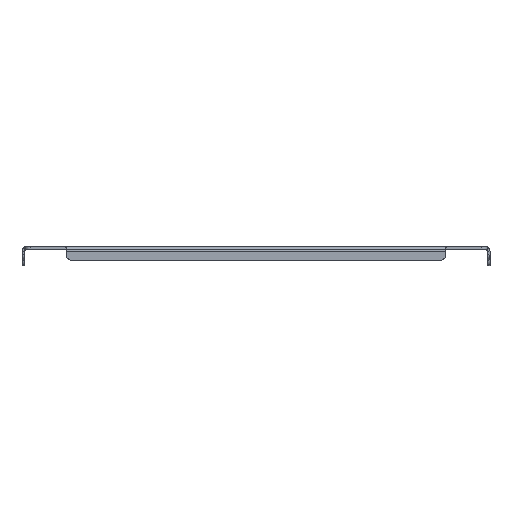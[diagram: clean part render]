
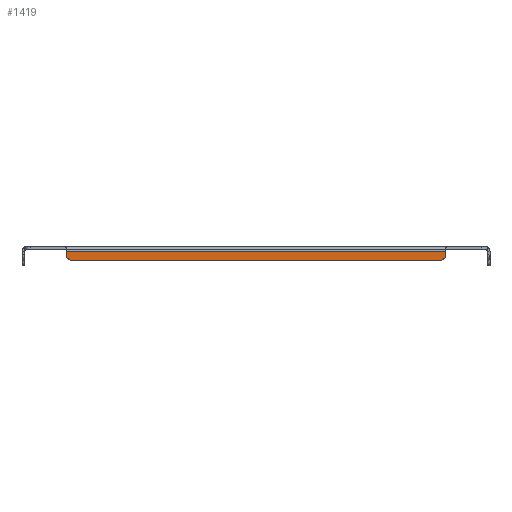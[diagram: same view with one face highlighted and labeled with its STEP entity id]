
A CAD part, front view. The second image highlights one B-rep face of the part: STEP entity #1419.
In plain terms, the highlighted planar face has unit normal (0, -1, 0).
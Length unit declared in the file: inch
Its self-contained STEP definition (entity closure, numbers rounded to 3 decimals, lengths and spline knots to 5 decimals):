
#4 = CARTESIAN_POINT ( 'NONE',  ( -8.34375, -29.96875, -0.625 ) ) ;
#160 = VECTOR ( 'NONE', #3808, 39.37008 ) ;
#322 = ORIENTED_EDGE ( 'NONE', *, *, #4059, .T. ) ;
#343 = ORIENTED_EDGE ( 'NONE', *, *, #4064, .T. ) ;
#379 = ORIENTED_EDGE ( 'NONE', *, *, #711, .T. ) ;
#587 = EDGE_LOOP ( 'NONE', ( #343, #2992, #2755, #2634, #322, #379 ) ) ;
#711 = EDGE_CURVE ( 'NONE', #932, #927, #4066, .T. ) ;
#858 = DIRECTION ( 'NONE',  ( 0., 0., -1. ) ) ;
#878 = DIRECTION ( 'NONE',  ( -1., 0., 0. ) ) ;
#927 = VERTEX_POINT ( 'NONE', #3086 ) ;
#932 = VERTEX_POINT ( 'NONE', #4 ) ;
#1117 = VERTEX_POINT ( 'NONE', #3566 ) ;
#1247 = CARTESIAN_POINT ( 'NONE',  ( -8.34375, -29.96875, -0.625 ) ) ;
#1311 = PLANE ( 'NONE',  #3304 ) ;
#1332 = DIRECTION ( 'NONE',  ( 0., -1., 0. ) ) ;
#1368 = LINE ( 'NONE', #2330, #3964 ) ;
#1412 = VECTOR ( 'NONE', #3692, 39.37008 ) ;
#1418 = CARTESIAN_POINT ( 'NONE',  ( 8.59375, -29.96875, -0.375 ) ) ;
#1419 = ADVANCED_FACE ( 'NONE', ( #3187 ), #1311, .T. ) ;
#1504 = VERTEX_POINT ( 'NONE', #1930 ) ;
#1766 = EDGE_CURVE ( 'NONE', #2545, #1117, #1368, .T. ) ;
#1795 = CARTESIAN_POINT ( 'NONE',  ( 8.59375, -29.96875, -0.375 ) ) ;
#1930 = CARTESIAN_POINT ( 'NONE',  ( 8.59375, -29.96875, -0.237 ) ) ;
#1939 = AXIS2_PLACEMENT_3D ( 'NONE', #2130, #2746, #858 ) ;
#2130 = CARTESIAN_POINT ( 'NONE',  ( 8.34375, -29.96875, -0.375 ) ) ;
#2133 = AXIS2_PLACEMENT_3D ( 'NONE', #2764, #3699, #878 ) ;
#2311 = EDGE_CURVE ( 'NONE', #1504, #2545, #4055, .T. ) ;
#2330 = CARTESIAN_POINT ( 'NONE',  ( -8.59375, -29.96875, -0.237 ) ) ;
#2344 = LINE ( 'NONE', #1795, #1412 ) ;
#2543 = CARTESIAN_POINT ( 'NONE',  ( -10.46875, -29.96875, -0.237 ) ) ;
#2545 = VERTEX_POINT ( 'NONE', #3020 ) ;
#2601 = VERTEX_POINT ( 'NONE', #1418 ) ;
#2634 = ORIENTED_EDGE ( 'NONE', *, *, #1766, .T. ) ;
#2746 = DIRECTION ( 'NONE',  ( 0., -1., 0. ) ) ;
#2755 = ORIENTED_EDGE ( 'NONE', *, *, #2311, .T. ) ;
#2764 = CARTESIAN_POINT ( 'NONE',  ( -8.34375, -29.96875, -0.375 ) ) ;
#2992 = ORIENTED_EDGE ( 'NONE', *, *, #3286, .T. ) ;
#3020 = CARTESIAN_POINT ( 'NONE',  ( -8.59375, -29.96875, -0.237 ) ) ;
#3086 = CARTESIAN_POINT ( 'NONE',  ( 8.34375, -29.96875, -0.625 ) ) ;
#3121 = CIRCLE ( 'NONE', #2133, 0.25 ) ;
#3187 = FACE_OUTER_BOUND ( 'NONE', #587, .T. ) ;
#3225 = CARTESIAN_POINT ( 'NONE',  ( -10.46875, -29.96875, 0. ) ) ;
#3234 = VECTOR ( 'NONE', #3572, 39.37008 ) ;
#3286 = EDGE_CURVE ( 'NONE', #2601, #1504, #2344, .T. ) ;
#3304 = AXIS2_PLACEMENT_3D ( 'NONE', #3225, #1332, #3520 ) ;
#3520 = DIRECTION ( 'NONE',  ( -1., 0., 0. ) ) ;
#3566 = CARTESIAN_POINT ( 'NONE',  ( -8.59375, -29.96875, -0.375 ) ) ;
#3572 = DIRECTION ( 'NONE',  ( 1., 0., 0. ) ) ;
#3596 = DIRECTION ( 'NONE',  ( 0., 0., -1. ) ) ;
#3655 = CIRCLE ( 'NONE', #1939, 0.25 ) ;
#3692 = DIRECTION ( 'NONE',  ( 0., 0., 1. ) ) ;
#3699 = DIRECTION ( 'NONE',  ( 0., -1., 0. ) ) ;
#3808 = DIRECTION ( 'NONE',  ( -1., 0., 0. ) ) ;
#3964 = VECTOR ( 'NONE', #3596, 39.37008 ) ;
#4055 = LINE ( 'NONE', #2543, #160 ) ;
#4059 = EDGE_CURVE ( 'NONE', #1117, #932, #3121, .T. ) ;
#4064 = EDGE_CURVE ( 'NONE', #927, #2601, #3655, .T. ) ;
#4066 = LINE ( 'NONE', #1247, #3234 ) ;
